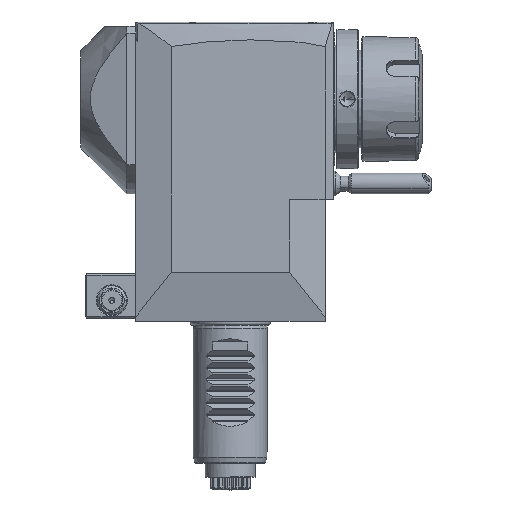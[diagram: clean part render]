
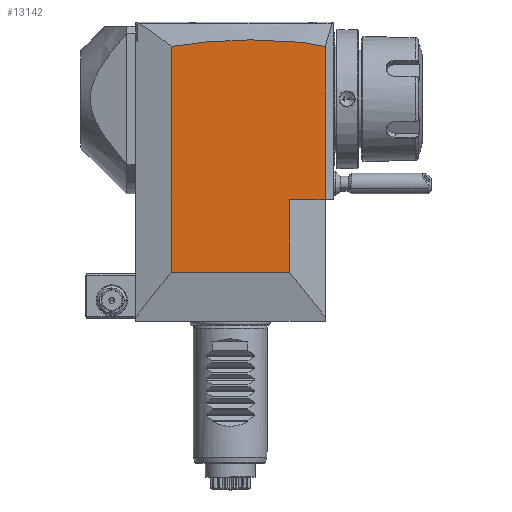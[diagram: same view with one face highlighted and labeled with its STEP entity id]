
A CAD part, top view. The second image highlights one B-rep face of the part: STEP entity #13142.
In plain terms, the highlighted planar face has unit normal (0, 0, 1).
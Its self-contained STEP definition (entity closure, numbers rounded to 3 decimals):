
#362=DIRECTION('',(1.,0.,0.));
#363=VECTOR('',#362,12.);
#364=CARTESIAN_POINT('',(20.,41.,32.));
#365=LINE('',#364,#363);
#765=DIRECTION('',(0.,-1.,0.));
#766=VECTOR('',#765,76.267);
#767=CARTESIAN_POINT('',(-20.,92.734,32.));
#768=LINE('',#767,#766);
#777=DIRECTION('',(1.,0.,0.));
#778=VECTOR('',#777,40.);
#779=CARTESIAN_POINT('',(-20.,16.466,32.));
#780=LINE('',#779,#778);
#789=CARTESIAN_POINT('',(32.,92.639,32.));
#790=CARTESIAN_POINT('',(31.717,92.725,32.));
#791=CARTESIAN_POINT('',(31.147,92.886,32.));
#792=CARTESIAN_POINT('',(30.274,93.104,32.));
#793=CARTESIAN_POINT('',(29.397,93.299,32.));
#794=CARTESIAN_POINT('',(28.53,93.472,32.));
#795=CARTESIAN_POINT('',(27.667,93.629,32.));
#796=CARTESIAN_POINT('',(26.761,93.779,32.));
#797=CARTESIAN_POINT('',(25.771,93.928,32.));
#798=CARTESIAN_POINT('',(24.648,94.079,32.));
#799=CARTESIAN_POINT('',(23.373,94.231,32.));
#800=CARTESIAN_POINT('',(21.941,94.381,32.));
#801=CARTESIAN_POINT('',(20.349,94.523,32.));
#802=CARTESIAN_POINT('',(18.576,94.655,32.));
#803=CARTESIAN_POINT('',(16.592,94.773,32.));
#804=CARTESIAN_POINT('',(14.364,94.872,32.));
#805=CARTESIAN_POINT('',(11.829,94.945,32.));
#806=CARTESIAN_POINT('',(8.945,94.982,32.));
#807=CARTESIAN_POINT('',(5.709,94.967,32.));
#808=CARTESIAN_POINT('',(2.196,94.888,32.));
#809=CARTESIAN_POINT('',(-1.368,94.74,32.));
#810=CARTESIAN_POINT('',(-4.892,94.528,32.));
#811=CARTESIAN_POINT('',(-8.308,94.257,32.));
#812=CARTESIAN_POINT('',(-11.573,93.934,32.));
#813=CARTESIAN_POINT('',(-14.645,93.565,32.));
#814=CARTESIAN_POINT('',(-17.488,93.161,32.));
#815=CARTESIAN_POINT('',(-19.192,92.878,32.));
#816=CARTESIAN_POINT('',(-20.,92.734,32.));
#818=DIRECTION('',(0.,-1.,0.));
#819=VECTOR('',#818,51.639);
#820=CARTESIAN_POINT('',(32.,92.639,32.));
#821=LINE('',#820,#819);
#822=DIRECTION('',(0.,1.,0.));
#823=VECTOR('',#822,24.534);
#824=CARTESIAN_POINT('',(20.,16.466,32.));
#825=LINE('',#824,#823);
#11300=CARTESIAN_POINT('',(-20.,16.466,32.));
#11301=CARTESIAN_POINT('',(20.,16.466,32.));
#11302=VERTEX_POINT('',#11300);
#11303=VERTEX_POINT('',#11301);
#11846=CARTESIAN_POINT('',(32.,92.639,32.));
#11847=CARTESIAN_POINT('',(32.,41.,32.));
#11848=VERTEX_POINT('',#11846);
#11849=VERTEX_POINT('',#11847);
#11863=VERTEX_POINT('',#816);
#11881=CARTESIAN_POINT('',(20.,41.,32.));
#11882=VERTEX_POINT('',#11881);
#13128=CARTESIAN_POINT('',(-35.103,41.,32.));
#13129=DIRECTION('',(0.,0.,1.));
#13130=DIRECTION('',(1.,0.,0.));
#13131=AXIS2_PLACEMENT_3D('',#13128,#13129,#13130);
#13132=PLANE('',#13131);
#13133=ORIENTED_EDGE('',*,*,#13094,.F.);
#13135=ORIENTED_EDGE('',*,*,#13134,.F.);
#13136=ORIENTED_EDGE('',*,*,#12795,.T.);
#13137=ORIENTED_EDGE('',*,*,#12782,.F.);
#13138=ORIENTED_EDGE('',*,*,#13121,.F.);
#13139=ORIENTED_EDGE('',*,*,#13110,.F.);
#13140=EDGE_LOOP('',(#13133,#13135,#13136,#13137,#13138,#13139));
#13141=FACE_OUTER_BOUND('',#13140,.F.);
#817=B_SPLINE_CURVE_WITH_KNOTS('',3,(#789,#790,#791,#792,#793,#794,#795,#796,
#797,#798,#799,#800,#801,#802,#803,#804,#805,#806,#807,#808,#809,#810,#811,#812,
#813,#814,#815,#816),.UNSPECIFIED.,.F.,.F.,(4,1,1,1,1,1,1,1,1,1,1,1,1,1,1,1,1,1,
1,1,1,1,1,1,1,4),(0.,0.04,0.08,0.12,0.16,0.2,0.24,0.28,0.32,
0.36,0.4,0.44,0.48,0.52,0.56,0.6,0.64,0.68,0.72,0.76,
0.8,0.84,0.88,0.92,0.96,1.),.UNSPECIFIED.);
#12782=EDGE_CURVE('',#11882,#11849,#365,.T.);
#12795=EDGE_CURVE('',#11848,#11849,#821,.T.);
#13094=EDGE_CURVE('',#11863,#11302,#768,.T.);
#13110=EDGE_CURVE('',#11302,#11303,#780,.T.);
#13121=EDGE_CURVE('',#11303,#11882,#825,.T.);
#13134=EDGE_CURVE('',#11848,#11863,#817,.T.);
#13142=ADVANCED_FACE('',(#13141),#13132,.T.);
